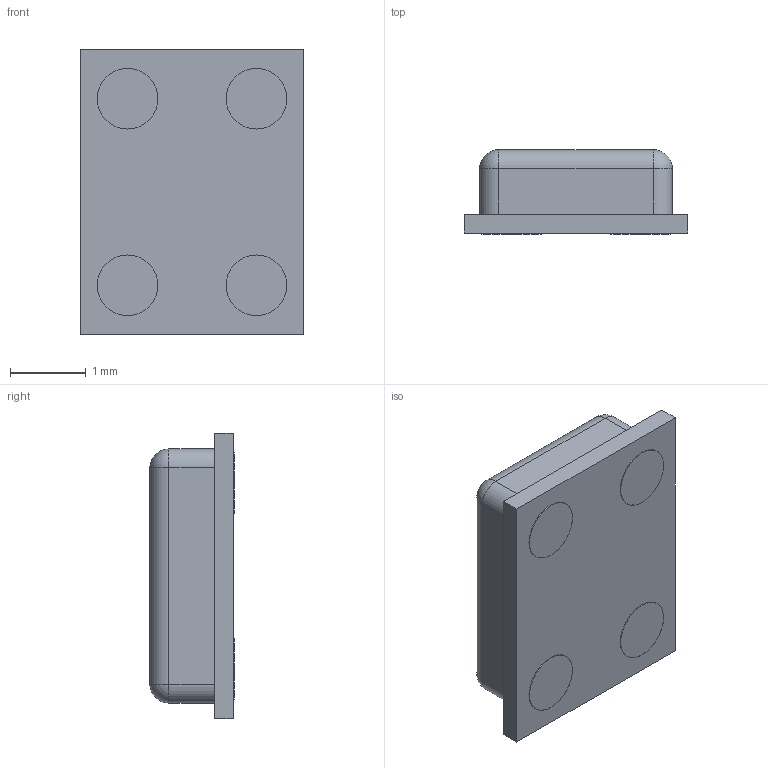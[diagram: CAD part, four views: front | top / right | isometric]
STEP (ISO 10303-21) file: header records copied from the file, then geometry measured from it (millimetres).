
FILE_DESCRIPTION(/* description */ (''),/* implementation_level */ '2;1');
FILE_NAME(/* name */ 'AMM-3742-T-R.ipt.stp',/* time_stamp */ '2020-05-28T12:23:12-04:00',/* author */ ('vandenbroek'),/* organization */ (''),/* preprocessor_version */ 'ST-DEVELOPER v16.1',/* originating_system */ 'Autodesk Inventor 2016',/* authorisation */ '');
FILE_SCHEMA (('AUTOMOTIVE_DESIGN { 1 0 10303 214 3 1 1 }'));
Length unit declared in the file: millimetre
Products named in the file (1): AMM-3742-T-R
Bounding box: 2.95 x 1.11 x 3.76 mm (x, y, z)
Volume: 4.6 mm3; surface area: 62.9 mm2
Topology: 7 solids, 7 shells, 45 faces, 77 edges, 47 vertices
Faces by surface type: plane 27, cylinder 14, sphere 4
Full cylindrical faces by diameter (mm): 0.5 x2, 0.8 x4
Entity records: 1116 total; most frequent: DIRECTION 190, CARTESIAN_POINT 164, ORIENTED_EDGE 144, AXIS2_PLACEMENT_3D 73, EDGE_CURVE 71, EDGE_LOOP 54, STYLED_ITEM 49, VERTEX_POINT 47
